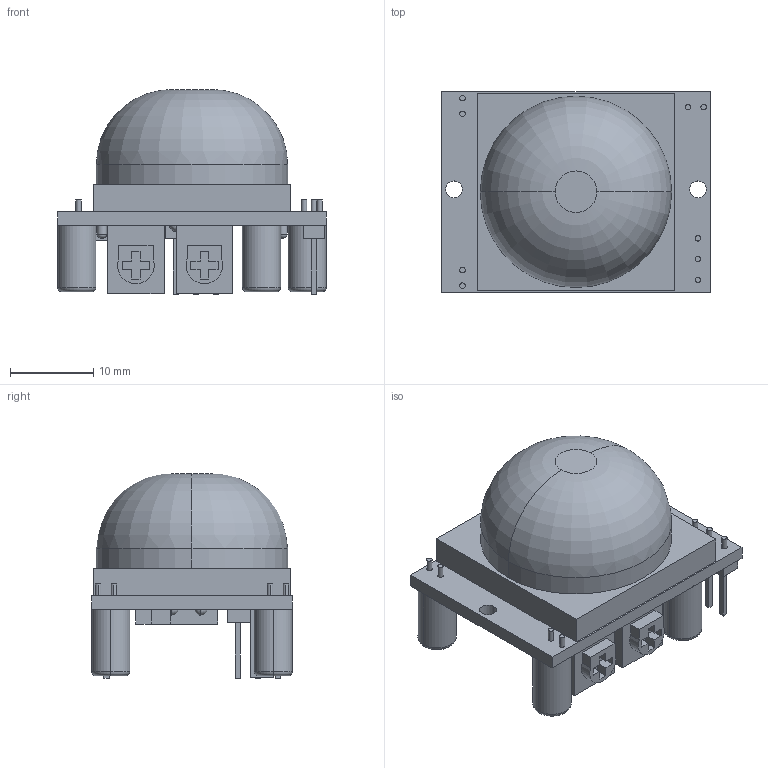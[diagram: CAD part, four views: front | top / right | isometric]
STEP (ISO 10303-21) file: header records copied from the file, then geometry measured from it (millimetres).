
FILE_DESCRIPTION (( 'STEP AP214' ), '1' );
FILE_NAME ('User Library-pir.STEP', '2020-04-21T08:32:34', ( '' ), ( '' ), 'SwSTEP 2.0', 'SolidWorks 2019', '' );
FILE_SCHEMA (( 'AUTOMOTIVE_DESIGN' ));
Length unit declared in the file: millimetre
Products named in the file (1): User Library-pir
Bounding box: 32.3 x 24.15 x 24.62 mm (x, y, z)
Volume: 7839.3 mm3; surface area: 3729.2 mm2
Topology: 1 solids, 1 shells, 216 faces, 507 edges, 328 vertices
Faces by surface type: plane 134, cylinder 58, torus 18, sphere 6
Entity records: 7730 total; most frequent: DIRECTION 1096, CARTESIAN_POINT 1046, ORIENTED_EDGE 990, EDGE_CURVE 495, AXIS2_PLACEMENT_3D 386, LINE 324, VECTOR 324, VERTEX_POINT 322
